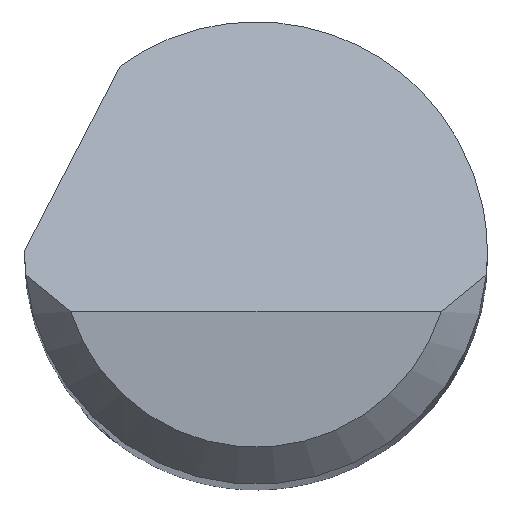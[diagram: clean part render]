
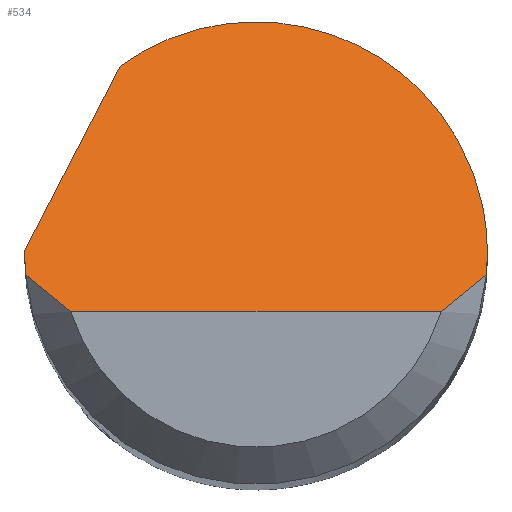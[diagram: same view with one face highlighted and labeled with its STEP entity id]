
A CAD part, top view. The second image highlights one B-rep face of the part: STEP entity #534.
In plain terms, the highlighted planar face has unit normal (0, 0.707, 0.707).
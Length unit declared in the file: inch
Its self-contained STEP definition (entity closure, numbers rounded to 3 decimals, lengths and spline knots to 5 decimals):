
#3 =( BOUNDED_CURVE ( )  B_SPLINE_CURVE ( 3, ( #324, #389, #525, #267 ),
 .UNSPECIFIED., .F., .T. ) 
 B_SPLINE_CURVE_WITH_KNOTS ( ( 4, 4 ),
 ( 4.71239, 4.72306 ),
 .UNSPECIFIED. ) 
 CURVE ( )  GEOMETRIC_REPRESENTATION_ITEM ( )  RATIONAL_B_SPLINE_CURVE ( ( 1., 1., 1., 1. ) ) 
 REPRESENTATION_ITEM ( '' )  );
#9 = DIRECTION ( 'NONE',  ( 0., -0.707, -0.707 ) ) ;
#45 = CARTESIAN_POINT ( 'NONE',  ( 0.09375, 0., 1.47625 ) ) ;
#47 = CARTESIAN_POINT ( 'NONE',  ( 0.07508, -0.02375, 1.5 ) ) ;
#63 =( BOUNDED_CURVE ( )  B_SPLINE_CURVE ( 3, ( #251, #462, #573, #334 ),
 .UNSPECIFIED., .F., .F. ) 
 B_SPLINE_CURVE_WITH_KNOTS ( ( 4, 4 ),
 ( 5.65523, 7.85398 ),
 .UNSPECIFIED. ) 
 CURVE ( )  GEOMETRIC_REPRESENTATION_ITEM ( )  RATIONAL_B_SPLINE_CURVE ( ( 1., 0.636, 0.636, 1. ) ) 
 REPRESENTATION_ITEM ( '' )  );
#88 = ORIENTED_EDGE ( 'NONE', *, *, #699, .F. ) ;
#106 = LINE ( 'NONE', #499, #489 ) ;
#112 = CARTESIAN_POINT ( 'NONE',  ( -0.07508, -0.02375, 1.5 ) ) ;
#113 = AXIS2_PLACEMENT_3D ( 'NONE', #533, #9, #132 ) ;
#120 = ORIENTED_EDGE ( 'NONE', *, *, #760, .T. ) ;
#132 = DIRECTION ( 'NONE',  ( 0., 0.707, -0.707 ) ) ;
#133 = CARTESIAN_POINT ( 'NONE',  ( 0., -0.02375, 1.5 ) ) ;
#163 = CARTESIAN_POINT ( 'NONE',  ( 0.08761, -0.01397, 1.49022 ) ) ;
#166 = CARTESIAN_POINT ( 'NONE',  ( 0.09334, -0.00875, 1.485 ) ) ;
#180 = DIRECTION ( 'NONE',  ( 1., 0., 0. ) ) ;
#181 =( BOUNDED_CURVE ( )  B_SPLINE_CURVE ( 3, ( #295, #751, #566, #166 ),
 .UNSPECIFIED., .F., .F. ) 
 B_SPLINE_CURVE_WITH_KNOTS ( ( 4, 4 ),
 ( 1.5708, 1.66427 ),
 .UNSPECIFIED. ) 
 CURVE ( )  GEOMETRIC_REPRESENTATION_ITEM ( )  RATIONAL_B_SPLINE_CURVE ( ( 1., 0.999, 0.999, 1. ) ) 
 REPRESENTATION_ITEM ( '' )  );
#214 = VERTEX_POINT ( 'NONE', #494 ) ;
#238 = CARTESIAN_POINT ( 'NONE',  ( 0.09334, -0.00875, 1.485 ) ) ;
#249 = CARTESIAN_POINT ( 'NONE',  ( -0.08157, -0.019, 1.49525 ) ) ;
#251 = CARTESIAN_POINT ( 'NONE',  ( -0.05508, 0.07587, 1.40038 ) ) ;
#259 = VERTEX_POINT ( 'NONE', #818 ) ;
#267 = CARTESIAN_POINT ( 'NONE',  ( -0.09374, 0.001, 1.47525 ) ) ;
#269 = ORIENTED_EDGE ( 'NONE', *, *, #634, .T. ) ;
#270 = CARTESIAN_POINT ( 'NONE',  ( -0.09334, -0.00875, 1.485 ) ) ;
#272 = ORIENTED_EDGE ( 'NONE', *, *, #645, .F. ) ;
#295 = CARTESIAN_POINT ( 'NONE',  ( 0.09375, 0., 1.47625 ) ) ;
#309 = CARTESIAN_POINT ( 'NONE',  ( -0.09334, -0.00875, 1.485 ) ) ;
#319 = VERTEX_POINT ( 'NONE', #47 ) ;
#323 = VERTEX_POINT ( 'NONE', #112 ) ;
#324 = CARTESIAN_POINT ( 'NONE',  ( -0.09375, 0., 1.47625 ) ) ;
#334 = CARTESIAN_POINT ( 'NONE',  ( 0.09375, 0., 1.47625 ) ) ;
#384 = CARTESIAN_POINT ( 'NONE',  ( -0.09361, -0.00584, 1.48209 ) ) ;
#389 = CARTESIAN_POINT ( 'NONE',  ( -0.09375, 0.00033, 1.47592 ) ) ;
#394 = EDGE_CURVE ( 'NONE', #756, #656, #509, .T. ) ;
#417 = PLANE ( 'NONE',  #113 ) ;
#424 = B_SPLINE_CURVE_WITH_KNOTS ( 'NONE', 3,
 ( #835, #441, #163, #238 ),
 .UNSPECIFIED., .F., .F.,
 ( 4, 4 ),
 ( 0., 0.00071 ),
 .UNSPECIFIED. ) ;
#441 = CARTESIAN_POINT ( 'NONE',  ( 0.08157, -0.019, 1.49525 ) ) ;
#462 = CARTESIAN_POINT ( 'NONE',  ( 0.01576, 0.12729, 1.34896 ) ) ;
#487 = EDGE_CURVE ( 'NONE', #656, #214, #3, .T. ) ;
#489 = VECTOR ( 'NONE', #763, 39.37008 ) ;
#494 = CARTESIAN_POINT ( 'NONE',  ( -0.09374, 0.001, 1.47525 ) ) ;
#499 = CARTESIAN_POINT ( 'NONE',  ( -0.10502, -0.02084, 1.49709 ) ) ;
#509 =( BOUNDED_CURVE ( )  B_SPLINE_CURVE ( 3, ( #643, #384, #840, #778 ),
 .UNSPECIFIED., .F., .F. ) 
 B_SPLINE_CURVE_WITH_KNOTS ( ( 4, 4 ),
 ( 4.61892, 4.71239 ),
 .UNSPECIFIED. ) 
 CURVE ( )  GEOMETRIC_REPRESENTATION_ITEM ( )  RATIONAL_B_SPLINE_CURVE ( ( 1., 0.999, 0.999, 1. ) ) 
 REPRESENTATION_ITEM ( '' )  );
#525 = CARTESIAN_POINT ( 'NONE',  ( -0.09375, 0.00067, 1.47558 ) ) ;
#533 = CARTESIAN_POINT ( 'NONE',  ( -0.09375, -0.02375, 1.5 ) ) ;
#534 = ADVANCED_FACE ( 'NONE', ( #600 ), #417, .F. ) ;
#566 = CARTESIAN_POINT ( 'NONE',  ( 0.09361, -0.00584, 1.48209 ) ) ;
#573 = CARTESIAN_POINT ( 'NONE',  ( 0.09375, 0.08754, 1.38871 ) ) ;
#588 = VERTEX_POINT ( 'NONE', #664 ) ;
#600 = FACE_OUTER_BOUND ( 'NONE', #644, .T. ) ;
#604 = ORIENTED_EDGE ( 'NONE', *, *, #659, .T. ) ;
#631 = CARTESIAN_POINT ( 'NONE',  ( -0.07508, -0.02375, 1.5 ) ) ;
#634 = EDGE_CURVE ( 'NONE', #756, #323, #799, .T. ) ;
#643 = CARTESIAN_POINT ( 'NONE',  ( -0.09334, -0.00875, 1.485 ) ) ;
#644 = EDGE_LOOP ( 'NONE', ( #120, #604, #272, #720, #88, #790, #651, #269 ) ) ;
#645 = EDGE_CURVE ( 'NONE', #678, #588, #181, .T. ) ;
#651 = ORIENTED_EDGE ( 'NONE', *, *, #394, .F. ) ;
#656 = VERTEX_POINT ( 'NONE', #703 ) ;
#659 = EDGE_CURVE ( 'NONE', #319, #588, #424, .T. ) ;
#664 = CARTESIAN_POINT ( 'NONE',  ( 0.09334, -0.00875, 1.485 ) ) ;
#678 = VERTEX_POINT ( 'NONE', #45 ) ;
#699 = EDGE_CURVE ( 'NONE', #214, #259, #106, .T. ) ;
#703 = CARTESIAN_POINT ( 'NONE',  ( -0.09375, 0., 1.47625 ) ) ;
#720 = ORIENTED_EDGE ( 'NONE', *, *, #794, .F. ) ;
#736 = VECTOR ( 'NONE', #180, 39.37008 ) ;
#751 = CARTESIAN_POINT ( 'NONE',  ( 0.09375, -0.00292, 1.47917 ) ) ;
#755 = CARTESIAN_POINT ( 'NONE',  ( -0.08761, -0.01397, 1.49022 ) ) ;
#756 = VERTEX_POINT ( 'NONE', #309 ) ;
#760 = EDGE_CURVE ( 'NONE', #323, #319, #848, .T. ) ;
#763 = DIRECTION ( 'NONE',  ( 0.343, 0.664, -0.664 ) ) ;
#778 = CARTESIAN_POINT ( 'NONE',  ( -0.09375, 0., 1.47625 ) ) ;
#790 = ORIENTED_EDGE ( 'NONE', *, *, #487, .F. ) ;
#794 = EDGE_CURVE ( 'NONE', #259, #678, #63, .T. ) ;
#799 = B_SPLINE_CURVE_WITH_KNOTS ( 'NONE', 3,
 ( #270, #755, #249, #631 ),
 .UNSPECIFIED., .F., .F.,
 ( 4, 4 ),
 ( 0., 0.00071 ),
 .UNSPECIFIED. ) ;
#818 = CARTESIAN_POINT ( 'NONE',  ( -0.05508, 0.07587, 1.40038 ) ) ;
#835 = CARTESIAN_POINT ( 'NONE',  ( 0.07508, -0.02375, 1.5 ) ) ;
#840 = CARTESIAN_POINT ( 'NONE',  ( -0.09375, -0.00292, 1.47917 ) ) ;
#848 = LINE ( 'NONE', #133, #736 ) ;
